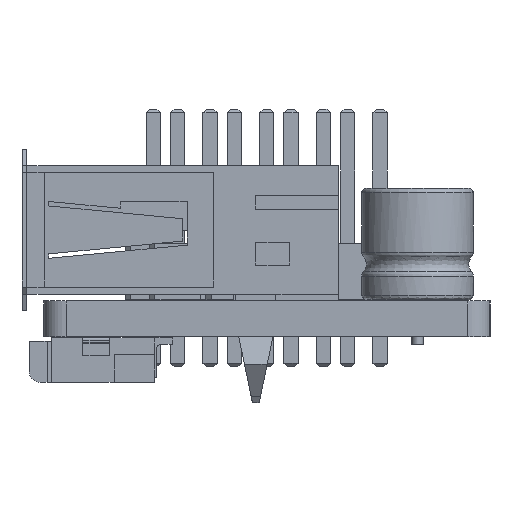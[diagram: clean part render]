
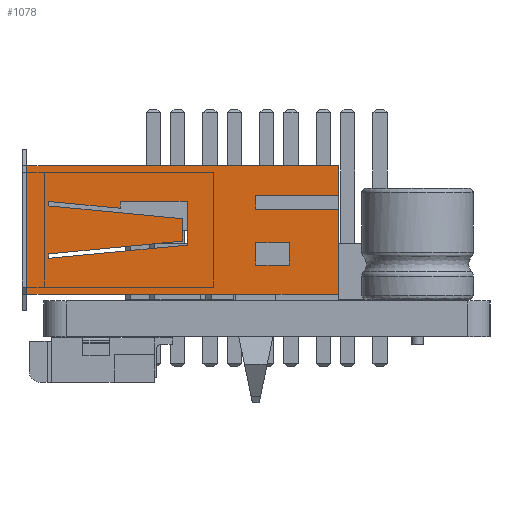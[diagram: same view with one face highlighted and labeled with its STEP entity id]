
A CAD part, left-side view. The second image highlights one B-rep face of the part: STEP entity #1078.
In plain terms, the highlighted face is planar.
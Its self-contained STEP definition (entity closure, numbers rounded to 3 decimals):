
#123 = VERTEX_POINT('',#124);
#124 = CARTESIAN_POINT('',(6.565,-7.435,7.01));
#333 = EDGE_CURVE('',#123,#334,#336,.T.);
#334 = VERTEX_POINT('',#335);
#335 = CARTESIAN_POINT('',(6.565,-6.635,7.01));
#336 = LINE('',#337,#338);
#337 = CARTESIAN_POINT('',(6.565,-7.435,7.01));
#338 = VECTOR('',#339,1.);
#339 = DIRECTION('',(0.,1.,0.));
#341 = EDGE_CURVE('',#334,#342,#344,.T.);
#342 = VERTEX_POINT('',#343);
#343 = CARTESIAN_POINT('',(6.565,6.565,7.01));
#344 = LINE('',#345,#346);
#345 = CARTESIAN_POINT('',(6.565,-7.435,7.01));
#346 = VECTOR('',#347,1.);
#347 = DIRECTION('',(0.,1.,0.));
#586 = VERTEX_POINT('',#587);
#587 = CARTESIAN_POINT('',(6.565,-7.435,1.26));
#1029 = VERTEX_POINT('',#1030);
#1030 = CARTESIAN_POINT('',(6.565,6.565,5.685));
#1036 = EDGE_CURVE('',#1029,#342,#1037,.T.);
#1037 = LINE('',#1038,#1039);
#1038 = CARTESIAN_POINT('',(6.565,6.565,1.26));
#1039 = VECTOR('',#1040,1.);
#1040 = DIRECTION('',(0.,0.,1.));
#1078 = ADVANCED_FACE('',(#1079,#1152,#1242),#1276,.F.);
#1079 = FACE_BOUND('',#1080,.F.);
#1080 = EDGE_LOOP('',(#1081,#1089,#1095,#1096,#1097,#1098,#1106,#1114,
    #1122,#1130,#1138,#1146));
#1081 = ORIENTED_EDGE('',*,*,#1082,.F.);
#1082 = EDGE_CURVE('',#586,#1083,#1085,.T.);
#1083 = VERTEX_POINT('',#1084);
#1084 = CARTESIAN_POINT('',(6.565,-6.635,1.26));
#1085 = LINE('',#1086,#1087);
#1086 = CARTESIAN_POINT('',(6.565,-7.435,1.26));
#1087 = VECTOR('',#1088,1.);
#1088 = DIRECTION('',(0.,1.,0.));
#1089 = ORIENTED_EDGE('',*,*,#1090,.T.);
#1090 = EDGE_CURVE('',#586,#123,#1091,.T.);
#1091 = LINE('',#1092,#1093);
#1092 = CARTESIAN_POINT('',(6.565,-7.435,1.26));
#1093 = VECTOR('',#1094,1.);
#1094 = DIRECTION('',(0.,0.,1.));
#1095 = ORIENTED_EDGE('',*,*,#333,.T.);
#1096 = ORIENTED_EDGE('',*,*,#341,.T.);
#1097 = ORIENTED_EDGE('',*,*,#1036,.F.);
#1098 = ORIENTED_EDGE('',*,*,#1099,.T.);
#1099 = EDGE_CURVE('',#1029,#1100,#1102,.T.);
#1100 = VERTEX_POINT('',#1101);
#1101 = CARTESIAN_POINT('',(6.565,2.845,5.685));
#1102 = LINE('',#1103,#1104);
#1103 = CARTESIAN_POINT('',(6.565,6.565,5.685));
#1104 = VECTOR('',#1105,1.);
#1105 = DIRECTION('',(0.,-1.,0.));
#1106 = ORIENTED_EDGE('',*,*,#1107,.T.);
#1107 = EDGE_CURVE('',#1100,#1108,#1110,.T.);
#1108 = VERTEX_POINT('',#1109);
#1109 = CARTESIAN_POINT('',(6.565,2.845,5.06));
#1110 = LINE('',#1111,#1112);
#1111 = CARTESIAN_POINT('',(6.565,2.845,5.685));
#1112 = VECTOR('',#1113,1.);
#1113 = DIRECTION('',(-0.,0.,-1.));
#1114 = ORIENTED_EDGE('',*,*,#1115,.T.);
#1115 = EDGE_CURVE('',#1108,#1116,#1118,.T.);
#1116 = VERTEX_POINT('',#1117);
#1117 = CARTESIAN_POINT('',(6.565,6.565,5.06));
#1118 = LINE('',#1119,#1120);
#1119 = CARTESIAN_POINT('',(6.565,2.845,5.06));
#1120 = VECTOR('',#1121,1.);
#1121 = DIRECTION('',(0.,1.,0.));
#1122 = ORIENTED_EDGE('',*,*,#1123,.F.);
#1123 = EDGE_CURVE('',#1124,#1116,#1126,.T.);
#1124 = VERTEX_POINT('',#1125);
#1125 = CARTESIAN_POINT('',(6.565,6.565,1.26));
#1126 = LINE('',#1127,#1128);
#1127 = CARTESIAN_POINT('',(6.565,6.565,1.26));
#1128 = VECTOR('',#1129,1.);
#1129 = DIRECTION('',(0.,0.,1.));
#1130 = ORIENTED_EDGE('',*,*,#1131,.F.);
#1131 = EDGE_CURVE('',#1132,#1124,#1134,.T.);
#1132 = VERTEX_POINT('',#1133);
#1133 = CARTESIAN_POINT('',(6.565,3.745,1.26));
#1134 = LINE('',#1135,#1136);
#1135 = CARTESIAN_POINT('',(6.565,-7.435,1.26));
#1136 = VECTOR('',#1137,1.);
#1137 = DIRECTION('',(0.,1.,0.));
#1138 = ORIENTED_EDGE('',*,*,#1139,.T.);
#1139 = EDGE_CURVE('',#1132,#1140,#1142,.T.);
#1140 = VERTEX_POINT('',#1141);
#1141 = CARTESIAN_POINT('',(6.565,1.945,1.26));
#1142 = LINE('',#1143,#1144);
#1143 = CARTESIAN_POINT('',(6.565,3.745,1.26));
#1144 = VECTOR('',#1145,1.);
#1145 = DIRECTION('',(0.,-1.,0.));
#1146 = ORIENTED_EDGE('',*,*,#1147,.F.);
#1147 = EDGE_CURVE('',#1083,#1140,#1148,.T.);
#1148 = LINE('',#1149,#1150);
#1149 = CARTESIAN_POINT('',(6.565,-7.435,1.26));
#1150 = VECTOR('',#1151,1.);
#1151 = DIRECTION('',(0.,1.,0.));
#1152 = FACE_BOUND('',#1153,.F.);
#1153 = EDGE_LOOP('',(#1154,#1164,#1172,#1180,#1188,#1196,#1204,#1212,
    #1220,#1228,#1236));
#1154 = ORIENTED_EDGE('',*,*,#1155,.F.);
#1155 = EDGE_CURVE('',#1156,#1158,#1160,.T.);
#1156 = VERTEX_POINT('',#1157);
#1157 = CARTESIAN_POINT('',(6.565,-0.235,4.817));
#1158 = VERTEX_POINT('',#1159);
#1159 = CARTESIAN_POINT('',(6.565,-0.235,3.453));
#1160 = LINE('',#1161,#1162);
#1161 = CARTESIAN_POINT('',(6.565,-0.235,3.038));
#1162 = VECTOR('',#1163,1.);
#1163 = DIRECTION('',(0.,0.,-1.));
#1164 = ORIENTED_EDGE('',*,*,#1165,.T.);
#1165 = EDGE_CURVE('',#1156,#1166,#1168,.T.);
#1166 = VERTEX_POINT('',#1167);
#1167 = CARTESIAN_POINT('',(6.565,-0.235,5.41));
#1168 = LINE('',#1169,#1170);
#1169 = CARTESIAN_POINT('',(6.565,-0.235,3.038));
#1170 = VECTOR('',#1171,1.);
#1171 = DIRECTION('',(0.,0.,1.));
#1172 = ORIENTED_EDGE('',*,*,#1173,.F.);
#1173 = EDGE_CURVE('',#1174,#1166,#1176,.T.);
#1174 = VERTEX_POINT('',#1175);
#1175 = CARTESIAN_POINT('',(6.565,-3.235,5.41));
#1176 = LINE('',#1177,#1178);
#1177 = CARTESIAN_POINT('',(6.565,-5.335,5.41));
#1178 = VECTOR('',#1179,1.);
#1179 = DIRECTION('',(0.,1.,0.));
#1180 = ORIENTED_EDGE('',*,*,#1181,.F.);
#1181 = EDGE_CURVE('',#1182,#1174,#1184,.T.);
#1182 = VERTEX_POINT('',#1183);
#1183 = CARTESIAN_POINT('',(6.565,-3.235,5.104));
#1184 = LINE('',#1185,#1186);
#1185 = CARTESIAN_POINT('',(6.565,-3.235,3.182));
#1186 = VECTOR('',#1187,1.);
#1187 = DIRECTION('',(0.,0.,1.));
#1188 = ORIENTED_EDGE('',*,*,#1189,.F.);
#1189 = EDGE_CURVE('',#1190,#1182,#1192,.T.);
#1190 = VERTEX_POINT('',#1191);
#1191 = CARTESIAN_POINT('',(6.565,-6.435,5.41));
#1192 = LINE('',#1193,#1194);
#1193 = CARTESIAN_POINT('',(6.565,-6.734,5.439));
#1194 = VECTOR('',#1195,1.);
#1195 = DIRECTION('',(0.,0.995,
    -0.095));
#1196 = ORIENTED_EDGE('',*,*,#1197,.F.);
#1197 = EDGE_CURVE('',#1198,#1190,#1200,.T.);
#1198 = VERTEX_POINT('',#1199);
#1199 = CARTESIAN_POINT('',(6.565,-6.435,5.21));
#1200 = LINE('',#1201,#1202);
#1201 = CARTESIAN_POINT('',(6.565,-6.435,3.235));
#1202 = VECTOR('',#1203,1.);
#1203 = DIRECTION('',(0.,0.,1.));
#1204 = ORIENTED_EDGE('',*,*,#1205,.F.);
#1205 = EDGE_CURVE('',#1206,#1198,#1208,.T.);
#1206 = VERTEX_POINT('',#1207);
#1207 = CARTESIAN_POINT('',(6.565,-0.435,4.635));
#1208 = LINE('',#1209,#1210);
#1209 = CARTESIAN_POINT('',(6.565,-3.743,4.952));
#1210 = VECTOR('',#1211,1.);
#1211 = DIRECTION('',(0.,-0.995,
    0.095));
#1212 = ORIENTED_EDGE('',*,*,#1213,.F.);
#1213 = EDGE_CURVE('',#1214,#1206,#1216,.T.);
#1214 = VERTEX_POINT('',#1215);
#1215 = CARTESIAN_POINT('',(6.565,-0.435,3.635));
#1216 = LINE('',#1217,#1218);
#1217 = CARTESIAN_POINT('',(6.565,-0.435,2.448));
#1218 = VECTOR('',#1219,1.);
#1219 = DIRECTION('',(0.,0.,1.));
#1220 = ORIENTED_EDGE('',*,*,#1221,.F.);
#1221 = EDGE_CURVE('',#1222,#1214,#1224,.T.);
#1222 = VERTEX_POINT('',#1223);
#1223 = CARTESIAN_POINT('',(6.565,-6.435,3.06));
#1224 = LINE('',#1225,#1226);
#1225 = CARTESIAN_POINT('',(6.565,-7.016,3.004));
#1226 = VECTOR('',#1227,1.);
#1227 = DIRECTION('',(0.,0.995,
    0.095));
#1228 = ORIENTED_EDGE('',*,*,#1229,.F.);
#1229 = EDGE_CURVE('',#1230,#1222,#1232,.T.);
#1230 = VERTEX_POINT('',#1231);
#1231 = CARTESIAN_POINT('',(6.565,-6.435,2.86));
#1232 = LINE('',#1233,#1234);
#1233 = CARTESIAN_POINT('',(6.565,-6.435,2.06));
#1234 = VECTOR('',#1235,1.);
#1235 = DIRECTION('',(0.,0.,1.));
#1236 = ORIENTED_EDGE('',*,*,#1237,.F.);
#1237 = EDGE_CURVE('',#1158,#1230,#1238,.T.);
#1238 = LINE('',#1239,#1240);
#1239 = CARTESIAN_POINT('',(6.565,-3.906,3.102));
#1240 = VECTOR('',#1241,1.);
#1241 = DIRECTION('',(0.,-0.995,
    -0.095));
#1242 = FACE_BOUND('',#1243,.F.);
#1243 = EDGE_LOOP('',(#1244,#1254,#1262,#1270));
#1244 = ORIENTED_EDGE('',*,*,#1245,.F.);
#1245 = EDGE_CURVE('',#1246,#1248,#1250,.T.);
#1246 = VERTEX_POINT('',#1247);
#1247 = CARTESIAN_POINT('',(6.565,2.845,3.56));
#1248 = VERTEX_POINT('',#1249);
#1249 = CARTESIAN_POINT('',(6.565,4.345,3.56));
#1250 = LINE('',#1251,#1252);
#1251 = CARTESIAN_POINT('',(6.565,2.845,3.56));
#1252 = VECTOR('',#1253,1.);
#1253 = DIRECTION('',(0.,1.,0.));
#1254 = ORIENTED_EDGE('',*,*,#1255,.F.);
#1255 = EDGE_CURVE('',#1256,#1246,#1258,.T.);
#1256 = VERTEX_POINT('',#1257);
#1257 = CARTESIAN_POINT('',(6.565,2.845,2.56));
#1258 = LINE('',#1259,#1260);
#1259 = CARTESIAN_POINT('',(6.565,2.845,2.56));
#1260 = VECTOR('',#1261,1.);
#1261 = DIRECTION('',(0.,0.,1.));
#1262 = ORIENTED_EDGE('',*,*,#1263,.F.);
#1263 = EDGE_CURVE('',#1264,#1256,#1266,.T.);
#1264 = VERTEX_POINT('',#1265);
#1265 = CARTESIAN_POINT('',(6.565,4.345,2.56));
#1266 = LINE('',#1267,#1268);
#1267 = CARTESIAN_POINT('',(6.565,4.345,2.56));
#1268 = VECTOR('',#1269,1.);
#1269 = DIRECTION('',(0.,-1.,0.));
#1270 = ORIENTED_EDGE('',*,*,#1271,.F.);
#1271 = EDGE_CURVE('',#1248,#1264,#1272,.T.);
#1272 = LINE('',#1273,#1274);
#1273 = CARTESIAN_POINT('',(6.565,4.345,3.56));
#1274 = VECTOR('',#1275,1.);
#1275 = DIRECTION('',(-0.,0.,-1.));
#1276 = PLANE('',#1277);
#1277 = AXIS2_PLACEMENT_3D('',#1278,#1279,#1280);
#1278 = CARTESIAN_POINT('',(6.565,-7.435,1.26));
#1279 = DIRECTION('',(-1.,0.,0.));
#1280 = DIRECTION('',(0.,1.,0.));
